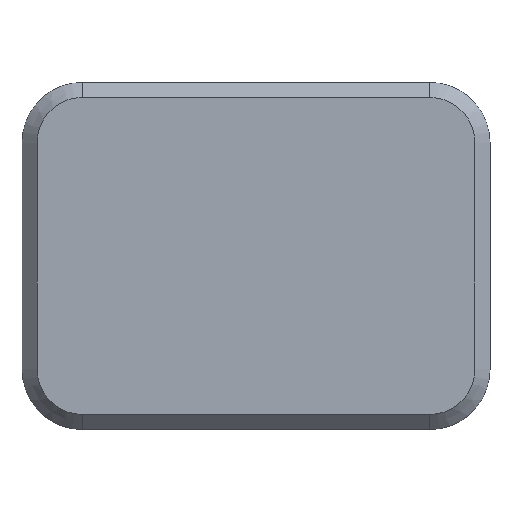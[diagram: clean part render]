
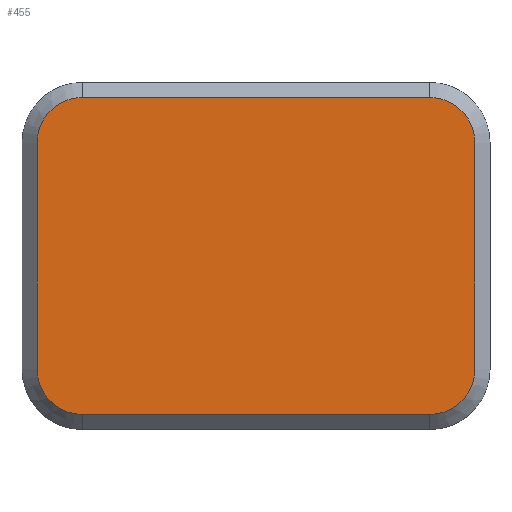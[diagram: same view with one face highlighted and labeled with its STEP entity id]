
A CAD part, top view. The second image highlights one B-rep face of the part: STEP entity #455.
In plain terms, the highlighted planar face has unit normal (0, 0, 1).
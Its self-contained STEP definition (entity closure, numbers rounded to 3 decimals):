
#29=PLANE('',#512);
#52=FACE_OUTER_BOUND('',#79,.T.);
#79=EDGE_LOOP('',(#374,#375,#376,#377,#378,#379,#380,#381));
#103=LINE('',#709,#147);
#108=LINE('',#723,#152);
#112=LINE('',#735,#156);
#116=LINE('',#747,#160);
#147=VECTOR('',#565,10.);
#152=VECTOR('',#578,10.);
#156=VECTOR('',#590,10.);
#160=VECTOR('',#602,10.);
#185=CIRCLE('',#493,6.);
#187=CIRCLE('',#497,6.);
#189=CIRCLE('',#501,6.);
#191=CIRCLE('',#505,6.);
#213=VERTEX_POINT('',#706);
#214=VERTEX_POINT('',#708);
#217=VERTEX_POINT('',#716);
#219=VERTEX_POINT('',#721);
#221=VERTEX_POINT('',#728);
#223=VERTEX_POINT('',#733);
#225=VERTEX_POINT('',#740);
#227=VERTEX_POINT('',#745);
#257=EDGE_CURVE('',#213,#214,#103,.T.);
#262=EDGE_CURVE('',#217,#213,#185,.T.);
#264=EDGE_CURVE('',#219,#217,#108,.T.);
#268=EDGE_CURVE('',#221,#219,#187,.T.);
#270=EDGE_CURVE('',#223,#221,#112,.T.);
#274=EDGE_CURVE('',#225,#223,#189,.T.);
#276=EDGE_CURVE('',#227,#225,#116,.T.);
#279=EDGE_CURVE('',#214,#227,#191,.T.);
#374=ORIENTED_EDGE('',*,*,#257,.F.);
#375=ORIENTED_EDGE('',*,*,#262,.F.);
#376=ORIENTED_EDGE('',*,*,#264,.F.);
#377=ORIENTED_EDGE('',*,*,#268,.F.);
#378=ORIENTED_EDGE('',*,*,#270,.F.);
#379=ORIENTED_EDGE('',*,*,#274,.F.);
#380=ORIENTED_EDGE('',*,*,#276,.F.);
#381=ORIENTED_EDGE('',*,*,#279,.F.);
#455=ADVANCED_FACE('',(#52),#29,.T.);
#493=AXIS2_PLACEMENT_3D('',#718,#573,#574);
#497=AXIS2_PLACEMENT_3D('',#730,#585,#586);
#501=AXIS2_PLACEMENT_3D('',#742,#597,#598);
#505=AXIS2_PLACEMENT_3D('',#751,#608,#609);
#512=AXIS2_PLACEMENT_3D('',#770,#629,#630);
#565=DIRECTION('',(1.,0.,0.));
#573=DIRECTION('center_axis',(0.,0.,-1.));
#574=DIRECTION('ref_axis',(-0.707,0.707,0.));
#578=DIRECTION('',(0.,1.,0.));
#585=DIRECTION('center_axis',(0.,0.,-1.));
#586=DIRECTION('ref_axis',(-0.707,-0.707,0.));
#590=DIRECTION('',(-1.,0.,0.));
#597=DIRECTION('center_axis',(0.,0.,-1.));
#598=DIRECTION('ref_axis',(0.707,-0.707,0.));
#602=DIRECTION('',(0.,-1.,0.));
#608=DIRECTION('center_axis',(0.,0.,-1.));
#609=DIRECTION('ref_axis',(0.707,0.707,0.));
#629=DIRECTION('center_axis',(0.,0.,1.));
#630=DIRECTION('ref_axis',(1.,0.,0.));
#706=CARTESIAN_POINT('',(-23.,21.,3.));
#708=CARTESIAN_POINT('',(23.,21.,3.));
#709=CARTESIAN_POINT('',(15.5,21.,3.));
#716=CARTESIAN_POINT('',(-29.,15.,3.));
#718=CARTESIAN_POINT('Origin',(-23.,15.,3.));
#721=CARTESIAN_POINT('',(-29.,-15.,3.));
#723=CARTESIAN_POINT('',(-29.,11.5,3.));
#728=CARTESIAN_POINT('',(-23.,-21.,3.));
#730=CARTESIAN_POINT('Origin',(-23.,-15.,3.));
#733=CARTESIAN_POINT('',(23.,-21.,3.));
#735=CARTESIAN_POINT('',(-15.5,-21.,3.));
#740=CARTESIAN_POINT('',(29.,-15.,3.));
#742=CARTESIAN_POINT('Origin',(23.,-15.,3.));
#745=CARTESIAN_POINT('',(29.,15.,3.));
#747=CARTESIAN_POINT('',(29.,-11.5,3.));
#751=CARTESIAN_POINT('Origin',(23.,15.,3.));
#770=CARTESIAN_POINT('Origin',(0.,0.,3.));
